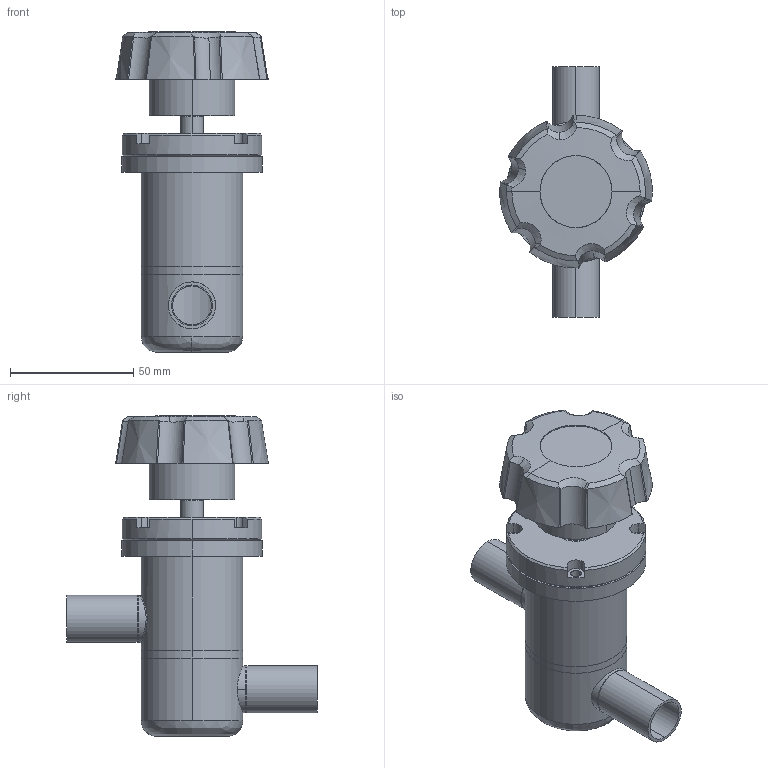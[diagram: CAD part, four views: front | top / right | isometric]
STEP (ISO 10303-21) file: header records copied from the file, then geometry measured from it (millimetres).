
FILE_DESCRIPTION (( 'STEP AP214' ), '1' );
FILE_NAME ('L-750-H_INLINE_VALVE_VITON_BONNET_MANUAL.STEP', '2020-03-25T01:24:04', ( 'admin' ), ( 'Microsoft' ), 'SwSTEP 2.0', 'SolidWorks 2016', '' );
FILE_SCHEMA (( 'AUTOMOTIVE_DESIGN' ));
Length unit declared in the file: inch
Products named in the file (1): L-750-H_INLINE_VALVE_VITON_BONNET_MANUAL
Bounding box: 61.88 x 101.6 x 130.07 mm (x, y, z)
Volume: 98726.9 mm3; surface area: 69889.5 mm2
Topology: 12 solids, 12 shells, 298 faces, 763 edges, 506 vertices
Faces by surface type: cylinder 121, plane 91, cone 65, bspline 20, sphere 1
Entity records: 11730 total; most frequent: CARTESIAN_POINT 4462, ORIENTED_EDGE 1526, DIRECTION 1407, EDGE_CURVE 763, AXIS2_PLACEMENT_3D 575, VERTEX_POINT 506, EDGE_LOOP 353, ADVANCED_FACE 298
